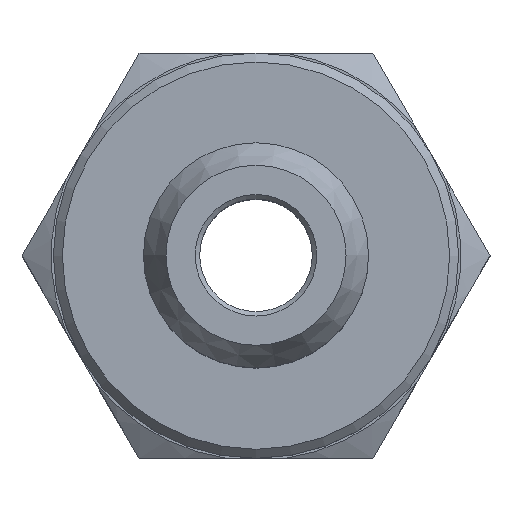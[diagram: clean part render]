
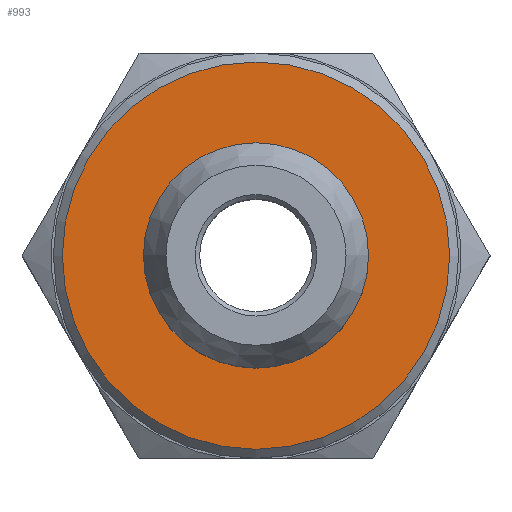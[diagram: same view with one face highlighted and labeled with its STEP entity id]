
A CAD part, top view. The second image highlights one B-rep face of the part: STEP entity #993.
In plain terms, the highlighted planar face has unit normal (0, 0, 1).
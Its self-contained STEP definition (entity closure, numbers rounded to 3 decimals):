
#133=PLANE('',#1059);
#229=ORIENTED_EDGE('',*,*,#398,.T.);
#230=ORIENTED_EDGE('',*,*,#397,.F.);
#397=EDGE_CURVE('',#474,#474,#499,.T.);
#398=EDGE_CURVE('',#475,#475,#500,.T.);
#474=VERTEX_POINT('',#1525);
#475=VERTEX_POINT('',#1528);
#499=CIRCLE('',#1058,2.5);
#500=CIRCLE('',#1060,4.3);
#541=EDGE_LOOP('',(#229));
#542=EDGE_LOOP('',(#230));
#603=FACE_BOUND('',#541,.T.);
#604=FACE_BOUND('',#542,.T.);
#993=ADVANCED_FACE('',(#603,#604),#133,.T.);
#1058=AXIS2_PLACEMENT_3D('',#1524,#1203,#1204);
#1059=AXIS2_PLACEMENT_3D('',#1526,#1205,#1206);
#1060=AXIS2_PLACEMENT_3D('',#1527,#1207,#1208);
#1203=DIRECTION('',(0.,0.,1.));
#1204=DIRECTION('',(1.,0.,0.));
#1205=DIRECTION('',(0.,0.,1.));
#1206=DIRECTION('',(1.,0.,0.));
#1207=DIRECTION('',(0.,0.,1.));
#1208=DIRECTION('',(1.,0.,0.));
#1524=CARTESIAN_POINT('',(0.,0.,-4.5));
#1525=CARTESIAN_POINT('',(2.5,0.,-4.5));
#1526=CARTESIAN_POINT('',(2.5,0.,-4.5));
#1527=CARTESIAN_POINT('',(0.,0.,-4.5));
#1528=CARTESIAN_POINT('',(4.3,0.,-4.5));
